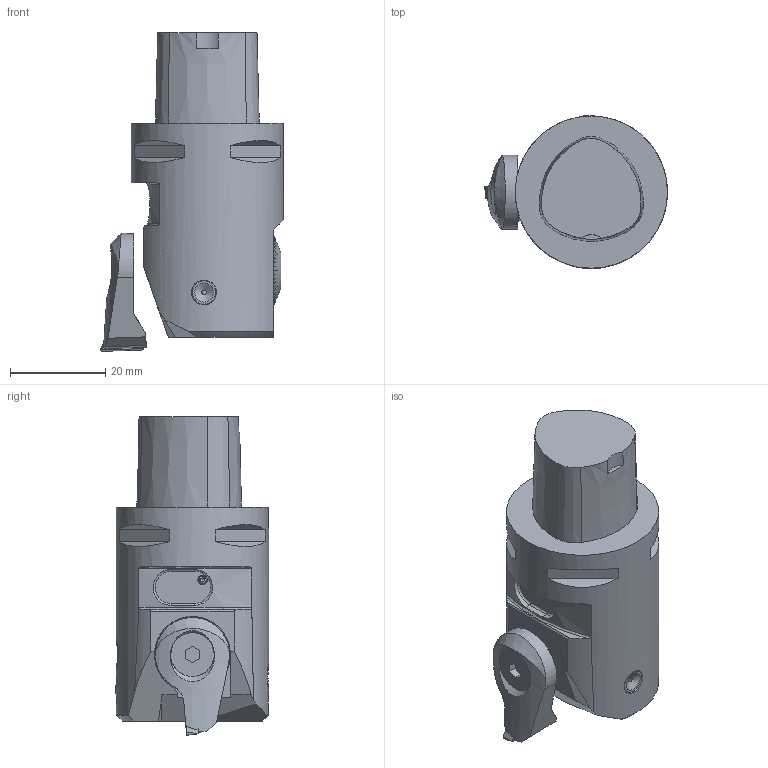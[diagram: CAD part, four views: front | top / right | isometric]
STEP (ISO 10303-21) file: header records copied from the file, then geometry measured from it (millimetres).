
FILE_DESCRIPTION(/* description */ (''),/* implementation_level */ '2;1');
FILE_NAME(/* name */ '1566810608575.stp',/* time_stamp */ '2019-08-26T11:10:15+02:00',/* author */ (''),/* organization */ ('SMS'),/* preprocessor_version */ 'ST-DEVELOPER v16.7',/* originating_system */ 'SIEMENS PLM Software NX 12.0',/* authorisation */ '');
FILE_SCHEMA (('AUTOMOTIVE_DESIGN { 1 0 10303 214 3 1 1 1 }'));
Length unit declared in the file: millimetre
Products named in the file (7): IsoTurningInsert; ASSEMBLY_CONSTRUCTION; 202057822mod000_00; 111165892mod000_01; 111168803mod000_01; 111164987mod000_01
Assembly tree (6 placements, depth 3):
  111164987mod000_01
    111168803mod000_01
      202057822mod000_00
      ASSEMBLY_CONSTRUCTION
      IsoTurningInsert
    111165892mod000_01
    ASSEMBLY_CONSTRUCTION
Bounding box: 38.46 x 32.17 x 67 mm (x, y, z)
Volume: 5303.9 mm3; surface area: 11054.6 mm2
Topology: 4 solids, 5 shells, 387 faces, 1072 edges, 724 vertices
Faces by surface type: plane 318, cone 28, cylinder 28, torus 8, extrusion 3, sphere 2
Full cylindrical faces by diameter (mm): 1 x1, 2 x1, 2.5 x2, 3 x1, 3.1 x1, 3.6 x1, 5 x1, 5.25 x1, 6 x2, 6.015 x1, 6.5 x1, 7.508 x1, 9.2 x1, 16 x2, 32 x1
Entity records: 12760 total; most frequent: CARTESIAN_POINT 2743, ORIENTED_EDGE 2020, DIRECTION 1997, EDGE_CURVE 1010, VECTOR 707, LINE 704, VERTEX_POINT 689, AXIS2_PLACEMENT_3D 645
